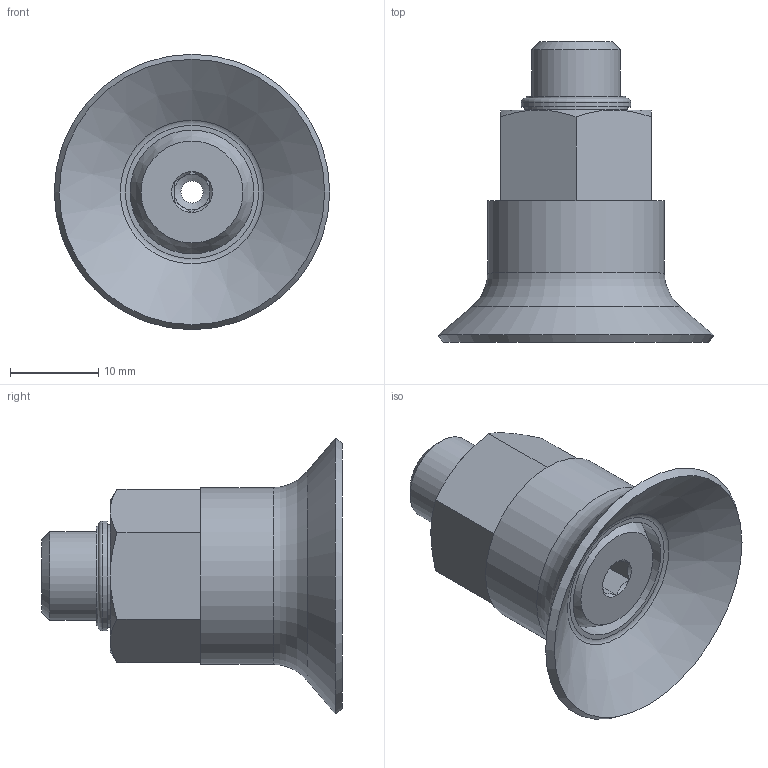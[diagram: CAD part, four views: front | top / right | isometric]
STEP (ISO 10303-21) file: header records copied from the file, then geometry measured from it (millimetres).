
FILE_DESCRIPTION(/* description */ ('STEP AP214'),/* implementation_level */ '2;1');
FILE_NAME(/* name */ '525969_ESS-30-GT-M10',/* time_stamp */ '2024-08-28T09:15:45+02:00',/* author */ ('License CC BY-ND 4.0'),/* organization */ ('CADENAS'),/* preprocessor_version */ 'ST-DEVELOPER v19.3',/* originating_system */ 'PARTsolutions',/* authorisation */ ' ');
FILE_SCHEMA (('AUTOMOTIVE_DESIGN {1 0 10303 214 3 1 1}'));
Length unit declared in the file: millimetre
Products named in the file (1): 525969 ESS-30-GT-M10
Bounding box: 31.15 x 34 x 31.15 mm (x, y, z)
Volume: 7248.1 mm3; surface area: 3690.3 mm2
Topology: 1 solids, 1 shells, 54 faces, 106 edges, 60 vertices
Faces by surface type: plane 26, cone 18, cylinder 7, torus 3
Full cylindrical faces by diameter (mm): 2.5 x1, 10 x1, 11.26 x1, 11.6 x1, 12.4 x1, 14 x1, 20 x1
Entity records: 1686 total; most frequent: CARTESIAN_POINT 261, DIRECTION 220, ORIENTED_EDGE 176, AXIS2_PLACEMENT_3D 95, EDGE_CURVE 88, EDGE_LOOP 78, FACE_BOUND 78, VERTEX_POINT 58
